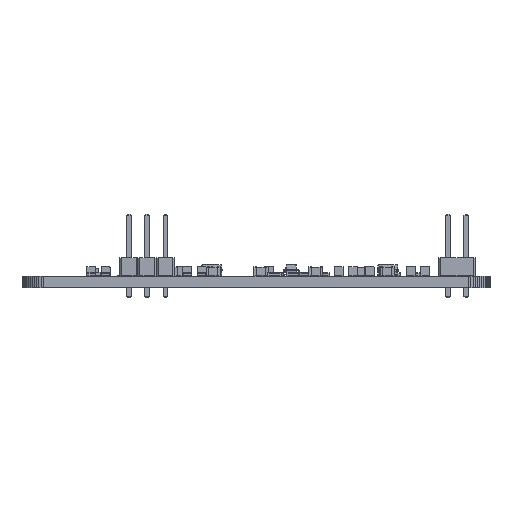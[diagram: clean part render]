
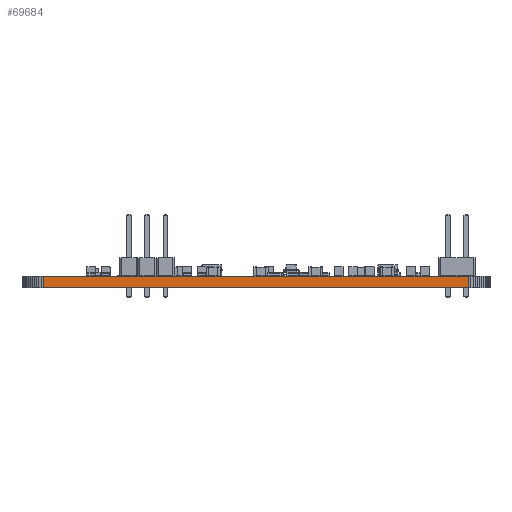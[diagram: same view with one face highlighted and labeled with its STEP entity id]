
A CAD part, front view. The second image highlights one B-rep face of the part: STEP entity #69684.
In plain terms, the highlighted planar face has unit normal (0, -1, 0).
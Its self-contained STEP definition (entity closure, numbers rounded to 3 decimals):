
#58615 = PLANE('',#58616);
#58616 = AXIS2_PLACEMENT_3D('',#58617,#58618,#58619);
#58617 = CARTESIAN_POINT('',(80.334,-80.5,1.6));
#58618 = DIRECTION('',(-0.,-0.,-1.));
#58619 = DIRECTION('',(-1.,0.,0.));
#58669 = PLANE('',#58670);
#58670 = AXIS2_PLACEMENT_3D('',#58671,#58672,#58673);
#58671 = CARTESIAN_POINT('',(80.334,-80.5,0.));
#58672 = DIRECTION('',(-0.,-0.,-1.));
#58673 = DIRECTION('',(-1.,0.,0.));
#59534 = VERTEX_POINT('',#59535);
#59535 = CARTESIAN_POINT('',(110.5,-108.5,0.));
#59549 = PLANE('',#59550);
#59550 = AXIS2_PLACEMENT_3D('',#59551,#59552,#59553);
#59551 = CARTESIAN_POINT('',(110.836,-108.481,0.));
#59552 = DIRECTION('',(0.056,-0.998,0.));
#59553 = DIRECTION('',(-0.998,-0.056,0.));
#59561 = EDGE_CURVE('',#59534,#59562,#59564,.T.);
#59562 = VERTEX_POINT('',#59563);
#59563 = CARTESIAN_POINT('',(51.5,-108.5,0.));
#59564 = SURFACE_CURVE('',#59565,(#59569,#59576),.PCURVE_S1.);
#59565 = LINE('',#59566,#59567);
#59566 = CARTESIAN_POINT('',(110.5,-108.5,0.));
#59567 = VECTOR('',#59568,1.);
#59568 = DIRECTION('',(-1.,0.,0.));
#59569 = PCURVE('',#58669,#59570);
#59570 = DEFINITIONAL_REPRESENTATION('',(#59571),#59575);
#59571 = LINE('',#59572,#59573);
#59572 = CARTESIAN_POINT('',(-30.166,-28.));
#59573 = VECTOR('',#59574,1.);
#59574 = DIRECTION('',(1.,0.));
#59575 = ( GEOMETRIC_REPRESENTATION_CONTEXT(2) 
PARAMETRIC_REPRESENTATION_CONTEXT() REPRESENTATION_CONTEXT('2D SPACE',''
  ) );
#59576 = PCURVE('',#59577,#59582);
#59577 = PLANE('',#59578);
#59578 = AXIS2_PLACEMENT_3D('',#59579,#59580,#59581);
#59579 = CARTESIAN_POINT('',(110.5,-108.5,0.));
#59580 = DIRECTION('',(0.,-1.,0.));
#59581 = DIRECTION('',(-1.,0.,0.));
#59582 = DEFINITIONAL_REPRESENTATION('',(#59583),#59587);
#59583 = LINE('',#59584,#59585);
#59584 = CARTESIAN_POINT('',(0.,-0.));
#59585 = VECTOR('',#59586,1.);
#59586 = DIRECTION('',(1.,0.));
#59587 = ( GEOMETRIC_REPRESENTATION_CONTEXT(2) 
PARAMETRIC_REPRESENTATION_CONTEXT() REPRESENTATION_CONTEXT('2D SPACE',''
  ) );
#59605 = PLANE('',#59606);
#59606 = AXIS2_PLACEMENT_3D('',#59607,#59608,#59609);
#59607 = CARTESIAN_POINT('',(51.5,-108.5,0.));
#59608 = DIRECTION('',(-0.056,-0.998,0.));
#59609 = DIRECTION('',(-0.998,0.056,0.));
#64532 = VERTEX_POINT('',#64533);
#64533 = CARTESIAN_POINT('',(110.5,-108.5,1.6));
#64554 = EDGE_CURVE('',#64532,#64555,#64557,.T.);
#64555 = VERTEX_POINT('',#64556);
#64556 = CARTESIAN_POINT('',(51.5,-108.5,1.6));
#64557 = SURFACE_CURVE('',#64558,(#64562,#64569),.PCURVE_S1.);
#64558 = LINE('',#64559,#64560);
#64559 = CARTESIAN_POINT('',(110.5,-108.5,1.6));
#64560 = VECTOR('',#64561,1.);
#64561 = DIRECTION('',(-1.,0.,0.));
#64562 = PCURVE('',#58615,#64563);
#64563 = DEFINITIONAL_REPRESENTATION('',(#64564),#64568);
#64564 = LINE('',#64565,#64566);
#64565 = CARTESIAN_POINT('',(-30.166,-28.));
#64566 = VECTOR('',#64567,1.);
#64567 = DIRECTION('',(1.,0.));
#64568 = ( GEOMETRIC_REPRESENTATION_CONTEXT(2) 
PARAMETRIC_REPRESENTATION_CONTEXT() REPRESENTATION_CONTEXT('2D SPACE',''
  ) );
#64569 = PCURVE('',#59577,#64570);
#64570 = DEFINITIONAL_REPRESENTATION('',(#64571),#64575);
#64571 = LINE('',#64572,#64573);
#64572 = CARTESIAN_POINT('',(0.,-1.6));
#64573 = VECTOR('',#64574,1.);
#64574 = DIRECTION('',(1.,0.));
#64575 = ( GEOMETRIC_REPRESENTATION_CONTEXT(2) 
PARAMETRIC_REPRESENTATION_CONTEXT() REPRESENTATION_CONTEXT('2D SPACE',''
  ) );
#69636 = EDGE_CURVE('',#59534,#64532,#69637,.T.);
#69637 = SURFACE_CURVE('',#69638,(#69642,#69649),.PCURVE_S1.);
#69638 = LINE('',#69639,#69640);
#69639 = CARTESIAN_POINT('',(110.5,-108.5,0.));
#69640 = VECTOR('',#69641,1.);
#69641 = DIRECTION('',(0.,0.,1.));
#69642 = PCURVE('',#59549,#69643);
#69643 = DEFINITIONAL_REPRESENTATION('',(#69644),#69648);
#69644 = LINE('',#69645,#69646);
#69645 = CARTESIAN_POINT('',(0.336,0.));
#69646 = VECTOR('',#69647,1.);
#69647 = DIRECTION('',(0.,-1.));
#69648 = ( GEOMETRIC_REPRESENTATION_CONTEXT(2) 
PARAMETRIC_REPRESENTATION_CONTEXT() REPRESENTATION_CONTEXT('2D SPACE',''
  ) );
#69649 = PCURVE('',#59577,#69650);
#69650 = DEFINITIONAL_REPRESENTATION('',(#69651),#69655);
#69651 = LINE('',#69652,#69653);
#69652 = CARTESIAN_POINT('',(0.,-0.));
#69653 = VECTOR('',#69654,1.);
#69654 = DIRECTION('',(0.,-1.));
#69655 = ( GEOMETRIC_REPRESENTATION_CONTEXT(2) 
PARAMETRIC_REPRESENTATION_CONTEXT() REPRESENTATION_CONTEXT('2D SPACE',''
  ) );
#69684 = ADVANCED_FACE('',(#69685),#59577,.T.);
#69685 = FACE_BOUND('',#69686,.T.);
#69686 = EDGE_LOOP('',(#69687,#69688,#69689,#69710));
#69687 = ORIENTED_EDGE('',*,*,#69636,.T.);
#69688 = ORIENTED_EDGE('',*,*,#64554,.T.);
#69689 = ORIENTED_EDGE('',*,*,#69690,.F.);
#69690 = EDGE_CURVE('',#59562,#64555,#69691,.T.);
#69691 = SURFACE_CURVE('',#69692,(#69696,#69703),.PCURVE_S1.);
#69692 = LINE('',#69693,#69694);
#69693 = CARTESIAN_POINT('',(51.5,-108.5,0.));
#69694 = VECTOR('',#69695,1.);
#69695 = DIRECTION('',(0.,0.,1.));
#69696 = PCURVE('',#59577,#69697);
#69697 = DEFINITIONAL_REPRESENTATION('',(#69698),#69702);
#69698 = LINE('',#69699,#69700);
#69699 = CARTESIAN_POINT('',(59.,0.));
#69700 = VECTOR('',#69701,1.);
#69701 = DIRECTION('',(0.,-1.));
#69702 = ( GEOMETRIC_REPRESENTATION_CONTEXT(2) 
PARAMETRIC_REPRESENTATION_CONTEXT() REPRESENTATION_CONTEXT('2D SPACE',''
  ) );
#69703 = PCURVE('',#59605,#69704);
#69704 = DEFINITIONAL_REPRESENTATION('',(#69705),#69709);
#69705 = LINE('',#69706,#69707);
#69706 = CARTESIAN_POINT('',(0.,0.));
#69707 = VECTOR('',#69708,1.);
#69708 = DIRECTION('',(0.,-1.));
#69709 = ( GEOMETRIC_REPRESENTATION_CONTEXT(2) 
PARAMETRIC_REPRESENTATION_CONTEXT() REPRESENTATION_CONTEXT('2D SPACE',''
  ) );
#69710 = ORIENTED_EDGE('',*,*,#59561,.F.);
